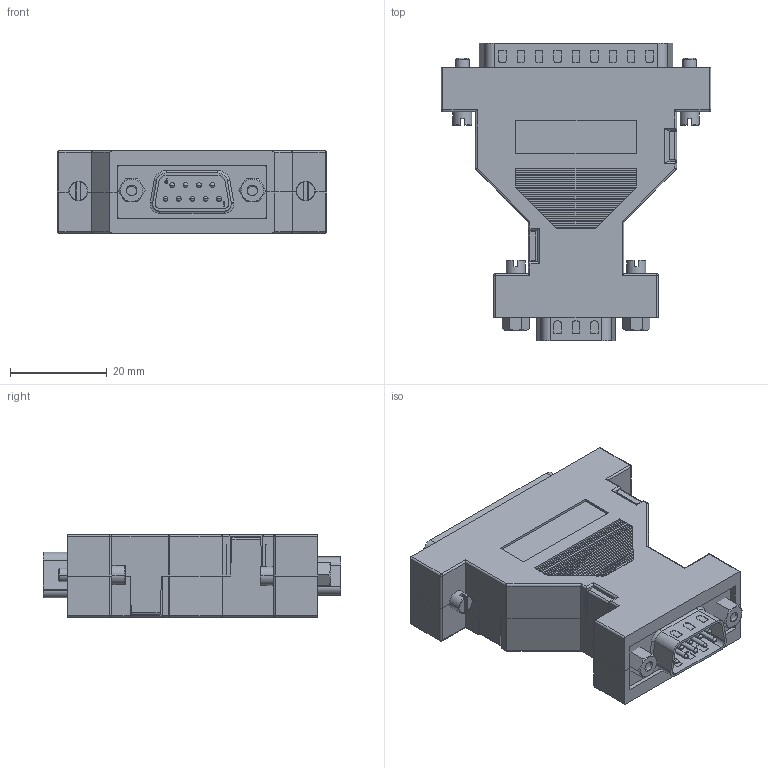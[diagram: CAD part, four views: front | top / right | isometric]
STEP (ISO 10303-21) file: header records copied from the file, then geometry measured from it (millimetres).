
FILE_DESCRIPTION (( 'STEP AP203' ), '1' );
FILE_NAME ('DIY259MM.STEP', '2006-08-03T19:28:51', ( ' ' ), ( ' ' ), 'SwSTEP 2.0', 'SolidWorks 2005354', '' );
FILE_SCHEMA (( 'CONFIG_CONTROL_DESIGN' ));
Length unit declared in the file: inch
Products named in the file (6): DIY259-MA1; DIY259MM; SD9P; SD25P; 3AA01-009_3AA01-009-437; SDHS-PROD_DEFAULT
Assembly tree (10 placements, depth 2):
  DIY259MM
    3AA01-009_3AA01-009-437  x4
    SD9P
    DIY259-MA1  x2
    SD25P
    SDHS-PROD_DEFAULT  x2
Bounding box: 55.88 x 61.56 x 17.02 mm (x, y, z)
Volume: 16217.5 mm3; surface area: 21143.9 mm2
Topology: 10 solids, 10 shells, 1557 faces, 4008 edges, 2532 vertices
Faces by surface type: plane 890, cylinder 492, sphere 80, torus 52, bspline 27, cone 16
Entity records: 41515 total; most frequent: CARTESIAN_POINT 10226, DIRECTION 6509, ORIENTED_EDGE 6206, EDGE_CURVE 3103, AXIS2_PLACEMENT_3D 2238, VECTOR 2033, LINE 2033, VERTEX_POINT 1975
